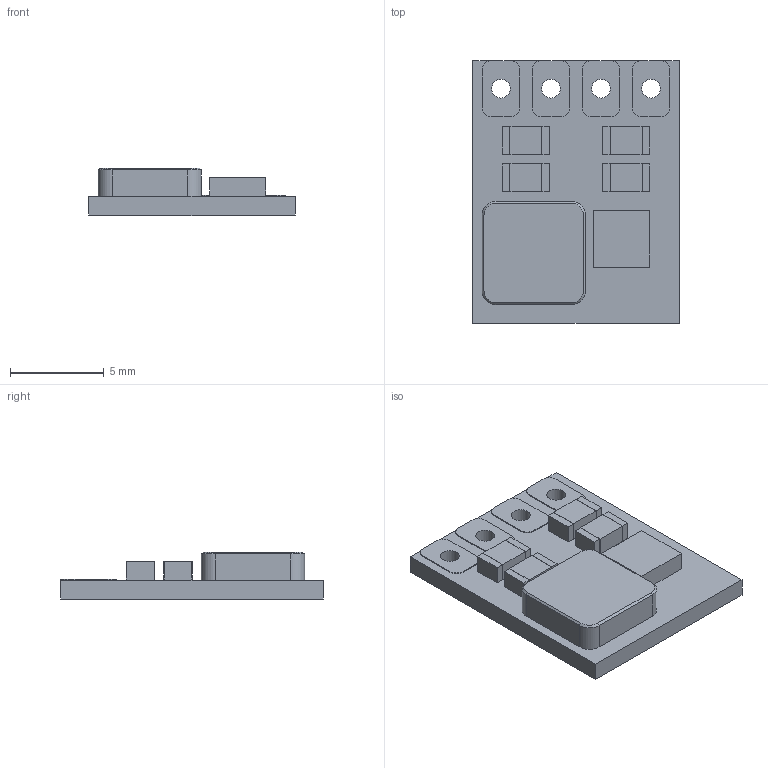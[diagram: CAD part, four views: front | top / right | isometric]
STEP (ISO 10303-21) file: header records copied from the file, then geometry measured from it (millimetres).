
FILE_DESCRIPTION(/* description */ (''),/* implementation_level */ '2;1');
FILE_NAME(/* name */ 'iflight 12v BEC.step',/* time_stamp */ '2021-08-22T17:52:29-07:00',/* author */ (''),/* organization */ (''),/* preprocessor_version */ 'ST-DEVELOPER v18.1',/* originating_system */ 'Autodesk Translation Framework v10.9.0.1377',/* authorisation */ '');
FILE_SCHEMA (('AUTOMOTIVE_DESIGN { 1 0 10303 214 3 1 1 }'));
Length unit declared in the file: millimetre
Products named in the file (1): iflight 12v BEC
Bounding box: 11 x 14 x 2.55 mm (x, y, z)
Volume: 221.8 mm3; surface area: 448.3 mm2
Topology: 1 solids, 1 shells, 157 faces, 424 edges, 280 vertices
Faces by surface type: plane 113, cylinder 40, cone 4
Full cylindrical faces by diameter (mm): 1 x4
Entity records: 5059 total; most frequent: CARTESIAN_POINT 862, ORIENTED_EDGE 848, DIRECTION 824, EDGE_CURVE 424, LINE 340, VECTOR 340, VERTEX_POINT 280, AXIS2_PLACEMENT_3D 242
